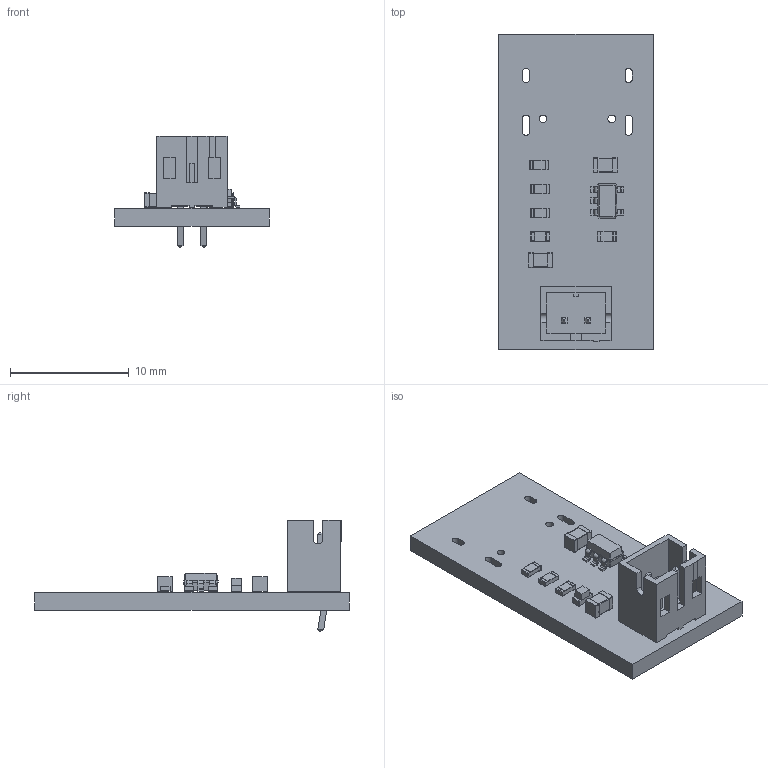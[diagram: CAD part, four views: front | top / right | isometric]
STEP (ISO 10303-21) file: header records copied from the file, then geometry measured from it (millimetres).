
FILE_DESCRIPTION(('KiCad electronic assembly'),'2;1');
FILE_NAME('USB-C-LiPo-Charger.step','2025-11-12T23:16:08',('Pcbnew'),( 'Kicad'),'Open CASCADE STEP processor 7.8','KiCad to STEP converter' ,'Unknown');
FILE_SCHEMA(('AUTOMOTIVE_DESIGN { 1 0 10303 214 1 1 1 1 }'));
Length unit declared in the file: millimetre
Products named in the file (7): USB-C-LiPo-Charger 1; LED_0603_1608Metric; R_0603_1608Metric; SOT-23-5; JST_PH_B2B-PH-K_1x02_P2.00mm_Vertical; C_0805_2012Metric; USB-C-LiPo-Charger_PCB
Assembly tree (10 placements, depth 2):
  USB-C-LiPo-Charger 1
    LED_0603_1608Metric
    R_0603_1608Metric  x4
    SOT-23-5
    JST_PH_B2B-PH-K_1x02_P2.00mm_Vertical
    C_0805_2012Metric  x2
    USB-C-LiPo-Charger_PCB
Bounding box: 13 x 26.5 x 9.4 mm (x, y, z)
Volume: 613.7 mm3; surface area: 1184.3 mm2
Topology: 10 solids, 10 shells, 438 faces, 1154 edges, 744 vertices
Faces by surface type: plane 311, cylinder 98, bspline 29
Full cylindrical faces by diameter (mm): 0.65 x2, 0.75 x2
Entity records: 12407 total; most frequent: CARTESIAN_POINT 1904, ORIENTED_EDGE 1756, DIRECTION 1598, EDGE_CURVE 878, LINE 722, VECTOR 722, VERTEX_POINT 564, AXIS2_PLACEMENT_3D 438
